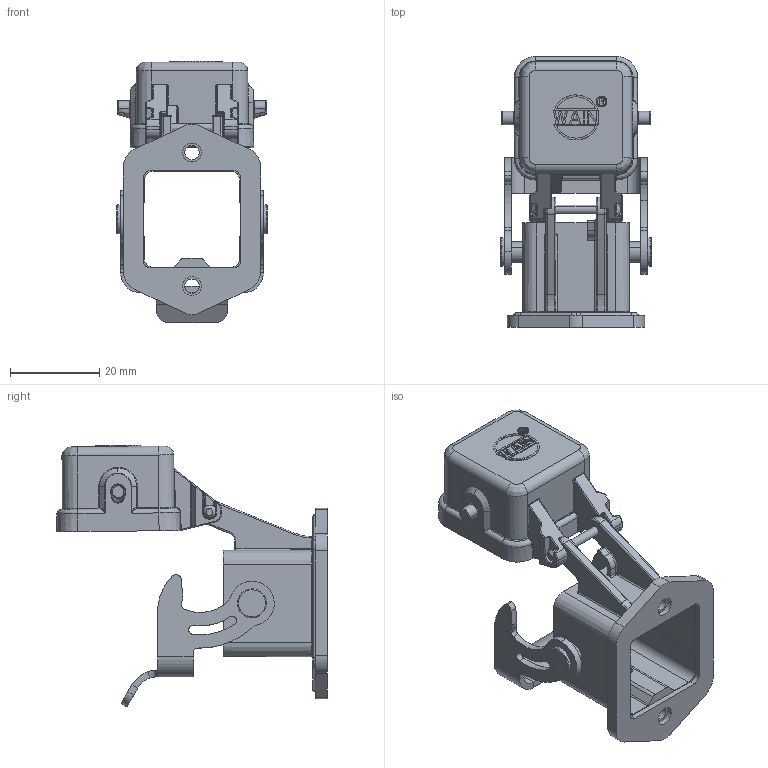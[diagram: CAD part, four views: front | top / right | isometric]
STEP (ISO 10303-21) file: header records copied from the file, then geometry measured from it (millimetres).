
FILE_DESCRIPTION (( 'STEP AP203' ), '1' );
FILE_NAME ('H3A-BK-1L_W-MCV_F_V1.0.STEP', '2017-05-28T07:19:25', ( '微软用户' ), ( '微软中国' ), 'SwSTEP 2.0', 'SolidWorks 2012', '' );
FILE_SCHEMA (( 'CONFIG_CONTROL_DESIGN' ));
Length unit declared in the file: millimetre
Products named in the file (1): H3A-BK-1L_W-MCV_F_V1.0
Bounding box: 33.9 x 60.73 x 58.72 mm (x, y, z)
Volume: 10850.5 mm3; surface area: 15315.9 mm2
Topology: 1 solids, 1 shells, 808 faces, 1972 edges, 1192 vertices
Faces by surface type: cylinder 315, plane 273, bspline 135, torus 44, cone 35, sphere 6
Entity records: 27643 total; most frequent: CARTESIAN_POINT 9363, ORIENTED_EDGE 3932, DIRECTION 3670, EDGE_CURVE 1966, AXIS2_PLACEMENT_3D 1335, VERTEX_POINT 1192, VECTOR 1000, LINE 1000
